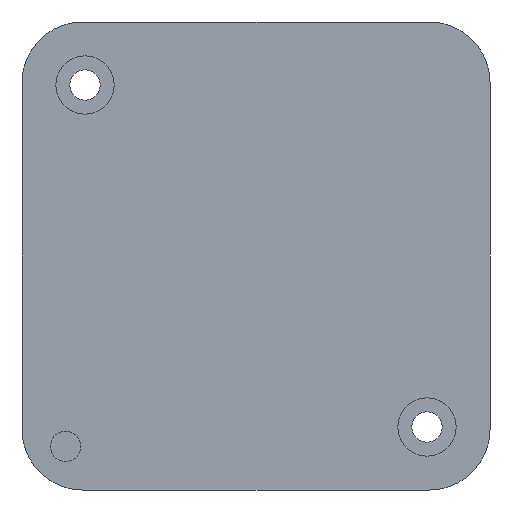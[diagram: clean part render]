
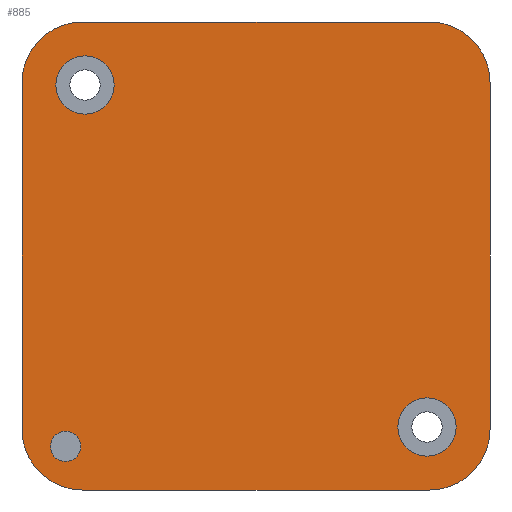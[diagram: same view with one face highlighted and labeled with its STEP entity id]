
A CAD part, front view. The second image highlights one B-rep face of the part: STEP entity #885.
In plain terms, the highlighted planar face has unit normal (0, -1, 0).
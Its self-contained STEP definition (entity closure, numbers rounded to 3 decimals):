
#17 = VECTOR ( 'NONE', #3476, 1000. ) ;
#112 = CARTESIAN_POINT ( 'NONE',  ( 0., 0., 0. ) ) ;
#184 =( BOUNDED_CURVE ( )  B_SPLINE_CURVE ( 3, ( #2934, #4797, #1173, #1615 ),
 .UNSPECIFIED., .F., .F. ) 
 B_SPLINE_CURVE_WITH_KNOTS ( ( 4, 4 ),
 ( 5.498, 7.068 ),
 .UNSPECIFIED. ) 
 CURVE ( )  GEOMETRIC_REPRESENTATION_ITEM ( )  RATIONAL_B_SPLINE_CURVE ( ( 1., 0.805, 0.805, 1. ) ) 
 REPRESENTATION_ITEM ( '' )  );
#502 = CARTESIAN_POINT ( 'NONE',  ( 14.1, 0., -11.7 ) ) ;
#503 = AXIS2_PLACEMENT_3D ( 'NONE', #3012, #6293, #6916 ) ;
#540 = ORIENTED_EDGE ( 'NONE', *, *, #1694, .T. ) ;
#749 = PLANE ( 'NONE',  #6080 ) ;
#774 = CARTESIAN_POINT ( 'NONE',  ( -19.295, 0., -14.298 ) ) ;
#807 = CARTESIAN_POINT ( 'NONE',  ( 19.295, 0., -17.226 ) ) ;
#825 = CARTESIAN_POINT ( 'NONE',  ( -15.7, 0., -15.7 ) ) ;
#828 = CARTESIAN_POINT ( 'NONE',  ( -14.298, 0., 19.295 ) ) ;
#832 = CARTESIAN_POINT ( 'NONE',  ( -19.295, 0., -19.295 ) ) ;
#870 = FACE_BOUND ( 'NONE', #5034, .T. ) ;
#885 = ADVANCED_FACE ( 'NONE', ( #870, #7110, #2106, #1520 ), #749, .F. ) ;
#966 = EDGE_CURVE ( 'NONE', #6404, #1398, #5150, .T. ) ;
#985 = CARTESIAN_POINT ( 'NONE',  ( -19.295, 0., 19.295 ) ) ;
#1125 = ORIENTED_EDGE ( 'NONE', *, *, #5090, .F. ) ;
#1173 = CARTESIAN_POINT ( 'NONE',  ( 17.226, 0., 19.295 ) ) ;
#1191 = CARTESIAN_POINT ( 'NONE',  ( -15.7, 0., -15.7 ) ) ;
#1214 = CARTESIAN_POINT ( 'NONE',  ( -14.1, 0., 14.1 ) ) ;
#1380 = ORIENTED_EDGE ( 'NONE', *, *, #7229, .T. ) ;
#1398 = VERTEX_POINT ( 'NONE', #4400 ) ;
#1402 = DIRECTION ( 'NONE',  ( 0., 0., 1. ) ) ;
#1439 = DIRECTION ( 'NONE',  ( 0., 1., 0. ) ) ;
#1510 = CARTESIAN_POINT ( 'NONE',  ( -17.226, 0., -19.295 ) ) ;
#1511 = EDGE_LOOP ( 'NONE', ( #540, #4780 ) ) ;
#1520 = FACE_OUTER_BOUND ( 'NONE', #4943, .T. ) ;
#1522 = EDGE_CURVE ( 'NONE', #7997, #7384, #6751, .T. ) ;
#1570 = EDGE_CURVE ( 'NONE', #7602, #7127, #4996, .T. ) ;
#1615 = CARTESIAN_POINT ( 'NONE',  ( 14.298, 0., 19.295 ) ) ;
#1694 = EDGE_CURVE ( 'NONE', #7718, #6251, #1911, .T. ) ;
#1702 = CARTESIAN_POINT ( 'NONE',  ( -14.298, 0., -19.295 ) ) ;
#1761 = VERTEX_POINT ( 'NONE', #7299 ) ;
#1911 = CIRCLE ( 'NONE', #3743, 2.4 ) ;
#1923 = CARTESIAN_POINT ( 'NONE',  ( 19.295, 0., -14.298 ) ) ;
#2006 = CARTESIAN_POINT ( 'NONE',  ( 14.298, 0., -19.295 ) ) ;
#2041 = CARTESIAN_POINT ( 'NONE',  ( -19.295, 0., 14.298 ) ) ;
#2106 = FACE_BOUND ( 'NONE', #1511, .T. ) ;
#2143 = DIRECTION ( 'NONE',  ( -1., 0., 0. ) ) ;
#2229 = ORIENTED_EDGE ( 'NONE', *, *, #8115, .F. ) ;
#2296 = VERTEX_POINT ( 'NONE', #4556 ) ;
#2429 = DIRECTION ( 'NONE',  ( 0., 0., 1. ) ) ;
#2438 = ORIENTED_EDGE ( 'NONE', *, *, #3656, .T. ) ;
#2483 = EDGE_CURVE ( 'NONE', #3959, #4524, #6137, .T. ) ;
#2534 = CARTESIAN_POINT ( 'NONE',  ( 14.1, 0., -16.5 ) ) ;
#2674 = VECTOR ( 'NONE', #2143, 1000. ) ;
#2934 = CARTESIAN_POINT ( 'NONE',  ( 19.295, 0., 14.298 ) ) ;
#3012 = CARTESIAN_POINT ( 'NONE',  ( -14.1, 0., 14.1 ) ) ;
#3018 = DIRECTION ( 'NONE',  ( 0., 1., 0. ) ) ;
#3156 = ORIENTED_EDGE ( 'NONE', *, *, #1522, .T. ) ;
#3203 = CIRCLE ( 'NONE', #5728, 2.4 ) ;
#3261 = CARTESIAN_POINT ( 'NONE',  ( -15.7, 0., -16.95 ) ) ;
#3272 = LINE ( 'NONE', #5941, #2674 ) ;
#3276 = AXIS2_PLACEMENT_3D ( 'NONE', #825, #5495, #7281 ) ;
#3329 = EDGE_CURVE ( 'NONE', #6251, #7718, #3203, .T. ) ;
#3331 = DIRECTION ( 'NONE',  ( 0., 0., 1. ) ) ;
#3384 = CARTESIAN_POINT ( 'NONE',  ( 19.295, 0., 14.298 ) ) ;
#3476 = DIRECTION ( 'NONE',  ( 1., 0., 0. ) ) ;
#3640 = DIRECTION ( 'NONE',  ( 0., 0., 1. ) ) ;
#3656 = EDGE_CURVE ( 'NONE', #3959, #7445, #184, .T. ) ;
#3743 = AXIS2_PLACEMENT_3D ( 'NONE', #7912, #5438, #4900 ) ;
#3771 = VECTOR ( 'NONE', #3331, 1000. ) ;
#3902 = EDGE_CURVE ( 'NONE', #8126, #4524, #7792, .T. ) ;
#3959 = VERTEX_POINT ( 'NONE', #3384 ) ;
#4047 = CIRCLE ( 'NONE', #503, 2.4 ) ;
#4193 = DIRECTION ( 'NONE',  ( 0., 0., -1. ) ) ;
#4226 = CARTESIAN_POINT ( 'NONE',  ( -14.298, 0., 19.295 ) ) ;
#4374 = DIRECTION ( 'NONE',  ( 0., 1., 0. ) ) ;
#4400 = CARTESIAN_POINT ( 'NONE',  ( -15.7, 0., -14.45 ) ) ;
#4425 = CARTESIAN_POINT ( 'NONE',  ( 19.295, 0., -19.295 ) ) ;
#4524 = VERTEX_POINT ( 'NONE', #6695 ) ;
#4556 = CARTESIAN_POINT ( 'NONE',  ( -14.1, 0., 11.7 ) ) ;
#4647 = CARTESIAN_POINT ( 'NONE',  ( -14.298, 0., -19.295 ) ) ;
#4730 = CARTESIAN_POINT ( 'NONE',  ( -19.295, 0., 14.298 ) ) ;
#4741 = ORIENTED_EDGE ( 'NONE', *, *, #6160, .F. ) ;
#4745 = ORIENTED_EDGE ( 'NONE', *, *, #6478, .F. ) ;
#4780 = ORIENTED_EDGE ( 'NONE', *, *, #3329, .T. ) ;
#4785 = AXIS2_PLACEMENT_3D ( 'NONE', #1191, #7957, #4193 ) ;
#4797 = CARTESIAN_POINT ( 'NONE',  ( 19.295, 0., 17.226 ) ) ;
#4900 = DIRECTION ( 'NONE',  ( 0., 0., 1. ) ) ;
#4943 = EDGE_LOOP ( 'NONE', ( #2229, #3156, #4745, #6809, #4990, #2438, #1125, #5661 ) ) ;
#4990 = ORIENTED_EDGE ( 'NONE', *, *, #2483, .F. ) ;
#4996 =( BOUNDED_CURVE ( )  B_SPLINE_CURVE ( 3, ( #4226, #8033, #6060, #4730 ),
 .UNSPECIFIED., .F., .F. ) 
 B_SPLINE_CURVE_WITH_KNOTS ( ( 4, 4 ),
 ( 5.498, 7.068 ),
 .UNSPECIFIED. ) 
 CURVE ( )  GEOMETRIC_REPRESENTATION_ITEM ( )  RATIONAL_B_SPLINE_CURVE ( ( 1., 0.805, 0.805, 1. ) ) 
 REPRESENTATION_ITEM ( '' )  );
#5034 = EDGE_LOOP ( 'NONE', ( #6966, #4741 ) ) ;
#5090 = EDGE_CURVE ( 'NONE', #7602, #7445, #5398, .T. ) ;
#5150 = CIRCLE ( 'NONE', #3276, 1.25 ) ;
#5398 = LINE ( 'NONE', #985, #17 ) ;
#5438 = DIRECTION ( 'NONE',  ( 0., 1., 0. ) ) ;
#5495 = DIRECTION ( 'NONE',  ( 0., -1., 0. ) ) ;
#5518 = CARTESIAN_POINT ( 'NONE',  ( -19.295, 0., -14.298 ) ) ;
#5636 = EDGE_CURVE ( 'NONE', #2296, #1761, #4047, .T. ) ;
#5661 = ORIENTED_EDGE ( 'NONE', *, *, #1570, .T. ) ;
#5728 = AXIS2_PLACEMENT_3D ( 'NONE', #8108, #3018, #3640 ) ;
#5941 = CARTESIAN_POINT ( 'NONE',  ( -19.295, 0., -19.295 ) ) ;
#6060 = CARTESIAN_POINT ( 'NONE',  ( -19.295, 0., 17.226 ) ) ;
#6080 = AXIS2_PLACEMENT_3D ( 'NONE', #112, #1439, #1402 ) ;
#6137 = LINE ( 'NONE', #4425, #7562 ) ;
#6160 = EDGE_CURVE ( 'NONE', #1398, #6404, #6784, .T. ) ;
#6251 = VERTEX_POINT ( 'NONE', #2534 ) ;
#6293 = DIRECTION ( 'NONE',  ( 0., 1., 0. ) ) ;
#6404 = VERTEX_POINT ( 'NONE', #3261 ) ;
#6464 = AXIS2_PLACEMENT_3D ( 'NONE', #1214, #4374, #2429 ) ;
#6478 = EDGE_CURVE ( 'NONE', #8126, #7384, #3272, .T. ) ;
#6500 = LINE ( 'NONE', #832, #3771 ) ;
#6612 = CARTESIAN_POINT ( 'NONE',  ( -19.295, 0., -17.226 ) ) ;
#6695 = CARTESIAN_POINT ( 'NONE',  ( 19.295, 0., -14.298 ) ) ;
#6751 =( BOUNDED_CURVE ( )  B_SPLINE_CURVE ( 3, ( #774, #6612, #1510, #4647 ),
 .UNSPECIFIED., .F., .T. ) 
 B_SPLINE_CURVE_WITH_KNOTS ( ( 4, 4 ),
 ( 5.498, 7.068 ),
 .UNSPECIFIED. ) 
 CURVE ( )  GEOMETRIC_REPRESENTATION_ITEM ( )  RATIONAL_B_SPLINE_CURVE ( ( 1., 0.805, 0.805, 1. ) ) 
 REPRESENTATION_ITEM ( '' )  );
#6784 = CIRCLE ( 'NONE', #4785, 1.25 ) ;
#6809 = ORIENTED_EDGE ( 'NONE', *, *, #3902, .T. ) ;
#6916 = DIRECTION ( 'NONE',  ( 0., 0., 1. ) ) ;
#6966 = ORIENTED_EDGE ( 'NONE', *, *, #966, .F. ) ;
#7033 = CARTESIAN_POINT ( 'NONE',  ( 14.298, 0., 19.295 ) ) ;
#7110 = FACE_BOUND ( 'NONE', #7508, .T. ) ;
#7127 = VERTEX_POINT ( 'NONE', #2041 ) ;
#7205 = CARTESIAN_POINT ( 'NONE',  ( 14.298, 0., -19.295 ) ) ;
#7229 = EDGE_CURVE ( 'NONE', #1761, #2296, #7385, .T. ) ;
#7281 = DIRECTION ( 'NONE',  ( 0., 0., -1. ) ) ;
#7299 = CARTESIAN_POINT ( 'NONE',  ( -14.1, 0., 16.5 ) ) ;
#7384 = VERTEX_POINT ( 'NONE', #1702 ) ;
#7385 = CIRCLE ( 'NONE', #6464, 2.4 ) ;
#7445 = VERTEX_POINT ( 'NONE', #7033 ) ;
#7508 = EDGE_LOOP ( 'NONE', ( #1380, #8016 ) ) ;
#7562 = VECTOR ( 'NONE', #8150, 1000. ) ;
#7582 = CARTESIAN_POINT ( 'NONE',  ( 17.226, 0., -19.295 ) ) ;
#7602 = VERTEX_POINT ( 'NONE', #828 ) ;
#7718 = VERTEX_POINT ( 'NONE', #502 ) ;
#7792 =( BOUNDED_CURVE ( )  B_SPLINE_CURVE ( 3, ( #2006, #7582, #807, #1923 ),
 .UNSPECIFIED., .F., .F. ) 
 B_SPLINE_CURVE_WITH_KNOTS ( ( 4, 4 ),
 ( 5.498, 7.068 ),
 .UNSPECIFIED. ) 
 CURVE ( )  GEOMETRIC_REPRESENTATION_ITEM ( )  RATIONAL_B_SPLINE_CURVE ( ( 1., 0.805, 0.805, 1. ) ) 
 REPRESENTATION_ITEM ( '' )  );
#7912 = CARTESIAN_POINT ( 'NONE',  ( 14.1, 0., -14.1 ) ) ;
#7957 = DIRECTION ( 'NONE',  ( 0., -1., 0. ) ) ;
#7997 = VERTEX_POINT ( 'NONE', #5518 ) ;
#8016 = ORIENTED_EDGE ( 'NONE', *, *, #5636, .T. ) ;
#8033 = CARTESIAN_POINT ( 'NONE',  ( -17.226, 0., 19.295 ) ) ;
#8108 = CARTESIAN_POINT ( 'NONE',  ( 14.1, 0., -14.1 ) ) ;
#8115 = EDGE_CURVE ( 'NONE', #7997, #7127, #6500, .T. ) ;
#8126 = VERTEX_POINT ( 'NONE', #7205 ) ;
#8150 = DIRECTION ( 'NONE',  ( 0., 0., -1. ) ) ;
